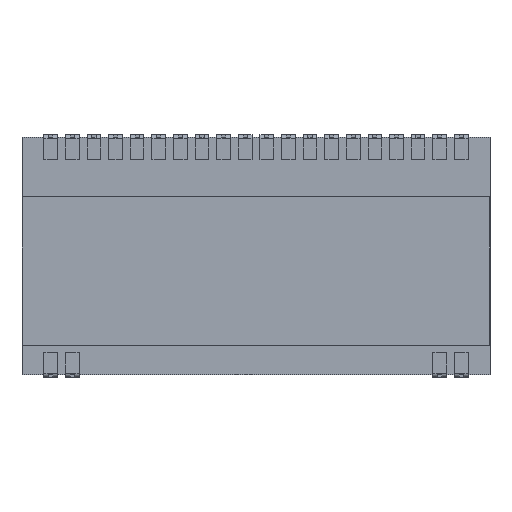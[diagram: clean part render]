
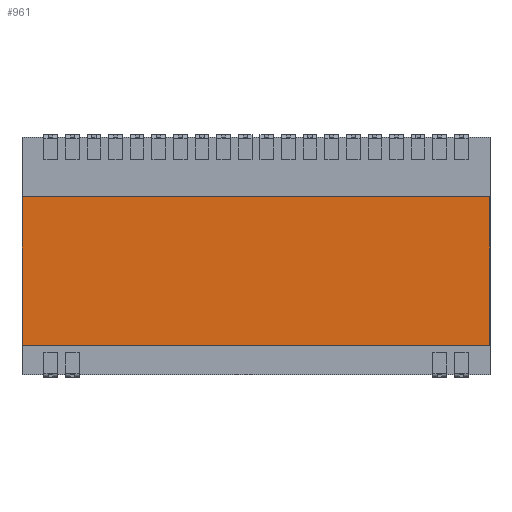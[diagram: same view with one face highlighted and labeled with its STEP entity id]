
A CAD part, front view. The second image highlights one B-rep face of the part: STEP entity #961.
In plain terms, the highlighted planar face has unit normal (0, -1, 0).
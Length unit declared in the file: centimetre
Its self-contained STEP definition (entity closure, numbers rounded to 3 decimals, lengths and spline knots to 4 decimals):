
#318=VERTEX_POINT('',#1438);
#319=VERTEX_POINT('',#1439);
#322=VERTEX_POINT('',#1447);
#324=VERTEX_POINT('',#1453);
#394=VECTOR('',#1142,1.);
#398=VECTOR('',#1147,1.);
#401=VECTOR('',#1151,1.);
#404=VECTOR('',#1155,1.);
#482=LINE('',#1437,#394);
#486=LINE('',#1446,#398);
#489=LINE('',#1452,#401);
#492=LINE('',#1458,#404);
#570=EDGE_CURVE('',#318,#319,#482,.T.);
#574=EDGE_CURVE('',#319,#322,#486,.T.);
#577=EDGE_CURVE('',#322,#324,#489,.T.);
#580=EDGE_CURVE('',#324,#318,#492,.T.);
#713=ORIENTED_EDGE('',*,*,#570,.F.);
#714=ORIENTED_EDGE('',*,*,#580,.F.);
#715=ORIENTED_EDGE('',*,*,#577,.F.);
#716=ORIENTED_EDGE('',*,*,#574,.F.);
#871=EDGE_LOOP('',(#713,#714,#715,#716));
#916=FACE_BOUND('',#871,.T.);
#961=ADVANCED_FACE('',(#916),#1671,.F.);
#1006=AXIS2_PLACEMENT_3D('',#1460,#1157,$);
#1142=DIRECTION('',(1.,0.,0.));
#1147=DIRECTION('',(0.,0.,-1.));
#1151=DIRECTION('',(-1.,0.,0.));
#1155=DIRECTION('',(0.,0.,1.));
#1157=DIRECTION('',(0.,1.,0.));
#1437=CARTESIAN_POINT('',(5.5809,-0.06,2.3626));
#1438=CARTESIAN_POINT('',(0.0809,-0.06,2.3626));
#1439=CARTESIAN_POINT('',(5.5809,-0.06,2.3626));
#1446=CARTESIAN_POINT('',(5.5809,-0.06,0.6126));
#1447=CARTESIAN_POINT('',(5.5809,-0.06,0.6126));
#1452=CARTESIAN_POINT('',(0.0809,-0.06,0.6126));
#1453=CARTESIAN_POINT('',(0.0809,-0.06,0.6126));
#1458=CARTESIAN_POINT('',(0.0809,-0.06,2.3626));
#1460=CARTESIAN_POINT('',(2.8309,-0.06,1.4876));
#1671=PLANE('',#1006);
